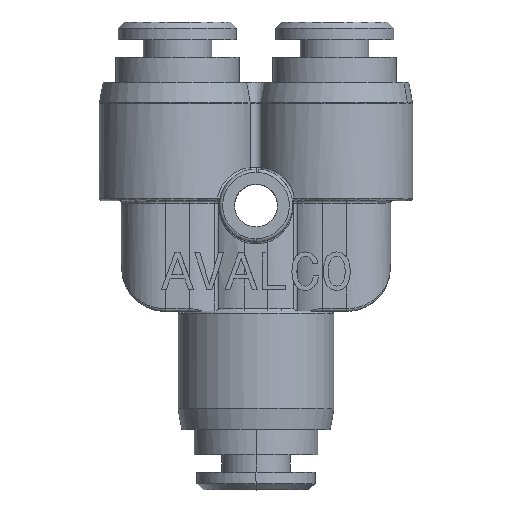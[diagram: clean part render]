
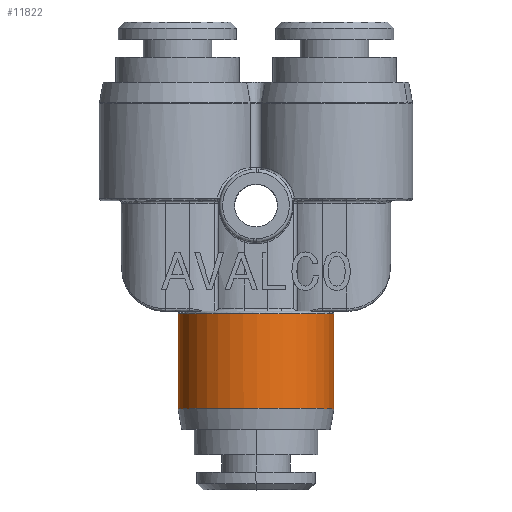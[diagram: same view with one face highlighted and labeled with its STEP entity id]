
A CAD part, top view. The second image highlights one B-rep face of the part: STEP entity #11822.
In plain terms, the highlighted cylindrical face has radius 6.2 mm (diameter 12.4 mm), a partial arc.
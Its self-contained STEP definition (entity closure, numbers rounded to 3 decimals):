
#4706=CARTESIAN_POINT('Vertex',(-6.198,9.2,0.148)) ;
#4709=CARTESIAN_POINT('Axis2P3D Location',(0.,9.2,0.)) ;
#4713=CARTESIAN_POINT('Vertex',(6.2,9.2,0.)) ;
#4751=CARTESIAN_POINT('Vertex',(-6.2,9.2,0.)) ;
#4754=CARTESIAN_POINT('Axis2P3D Location',(0.,9.2,0.)) ;
#10344=CARTESIAN_POINT('Vertex',(-6.2,1.668,0.)) ;
#10368=CARTESIAN_POINT('Vertex',(6.2,1.668,0.)) ;
#10392=CARTESIAN_POINT('Vertex',(-6.198,1.668,0.152)) ;
#10395=CARTESIAN_POINT('Axis2P3D Location',(0.,1.668,0.)) ;
#10412=CARTESIAN_POINT('Axis2P3D Location',(0.,1.668,0.)) ;
#11712=CARTESIAN_POINT('Line Origine',(6.2,-1.38,0.)) ;
#11717=CARTESIAN_POINT('Line Origine',(-6.2,-1.38,0.)) ;
#11809=CARTESIAN_POINT('Axis2P3D Location',(0.,-1.38,0.)) ;
#4710=DIRECTION('Axis2P3D Direction',(0.,1.,0.)) ;
#4755=DIRECTION('Axis2P3D Direction',(0.,1.,0.)) ;
#10396=DIRECTION('Axis2P3D Direction',(0.,1.,0.)) ;
#10413=DIRECTION('Axis2P3D Direction',(0.,1.,0.)) ;
#11713=DIRECTION('Vector Direction',(0.,1.,0.)) ;
#11718=DIRECTION('Vector Direction',(0.,1.,0.)) ;
#11810=DIRECTION('Axis2P3D Direction',(-0.,1.,0.)) ;
#11811=DIRECTION('Axis2P3D XDirection',(-1.,0.,0.)) ;
#4711=AXIS2_PLACEMENT_3D('Circle Axis2P3D',#4709,#4710,$) ;
#4756=AXIS2_PLACEMENT_3D('Circle Axis2P3D',#4754,#4755,$) ;
#10397=AXIS2_PLACEMENT_3D('Circle Axis2P3D',#10395,#10396,$) ;
#10414=AXIS2_PLACEMENT_3D('Circle Axis2P3D',#10412,#10413,$) ;
#11812=AXIS2_PLACEMENT_3D('Cylinder Axis2P3D',#11809,#11810,#11811) ;
#11815=ORIENTED_EDGE('',*,*,#11721,.T.) ;
#11816=ORIENTED_EDGE('',*,*,#10416,.F.) ;
#11817=ORIENTED_EDGE('',*,*,#10399,.F.) ;
#11818=ORIENTED_EDGE('',*,*,#11716,.F.) ;
#11819=ORIENTED_EDGE('',*,*,#4715,.T.) ;
#11820=ORIENTED_EDGE('',*,*,#4758,.T.) ;
#11714=VECTOR('Line Direction',#11713,1.) ;
#11719=VECTOR('Line Direction',#11718,1.) ;
#11822=ADVANCED_FACE('MANIFOLD_SOLID_BREP #7848',(#11821),#11813,.T.) ;
#4712=CIRCLE('generated circle',#4711,6.2) ;
#4757=CIRCLE('generated circle',#4756,6.2) ;
#10398=CIRCLE('generated circle',#10397,6.2) ;
#10415=CIRCLE('generated circle',#10414,6.2) ;
#11813=CYLINDRICAL_SURFACE('generated cylinder',#11812,6.2) ;
#4715=EDGE_CURVE('',#4714,#4707,#4712,.F.) ;
#4758=EDGE_CURVE('',#4707,#4752,#4757,.F.) ;
#10399=EDGE_CURVE('',#10369,#10393,#10398,.F.) ;
#10416=EDGE_CURVE('',#10393,#10345,#10415,.F.) ;
#11716=EDGE_CURVE('',#4714,#10369,#11715,.F.) ;
#11721=EDGE_CURVE('',#4752,#10345,#11720,.F.) ;
#11814=EDGE_LOOP('',(#11815,#11816,#11817,#11818,#11819,#11820)) ;
#11821=FACE_OUTER_BOUND('',#11814,.T.) ;
#11715=LINE('Line',#11712,#11714) ;
#11720=LINE('Line',#11717,#11719) ;
#4707=VERTEX_POINT('',#4706) ;
#4714=VERTEX_POINT('',#4713) ;
#4752=VERTEX_POINT('',#4751) ;
#10345=VERTEX_POINT('',#10344) ;
#10369=VERTEX_POINT('',#10368) ;
#10393=VERTEX_POINT('',#10392) ;
